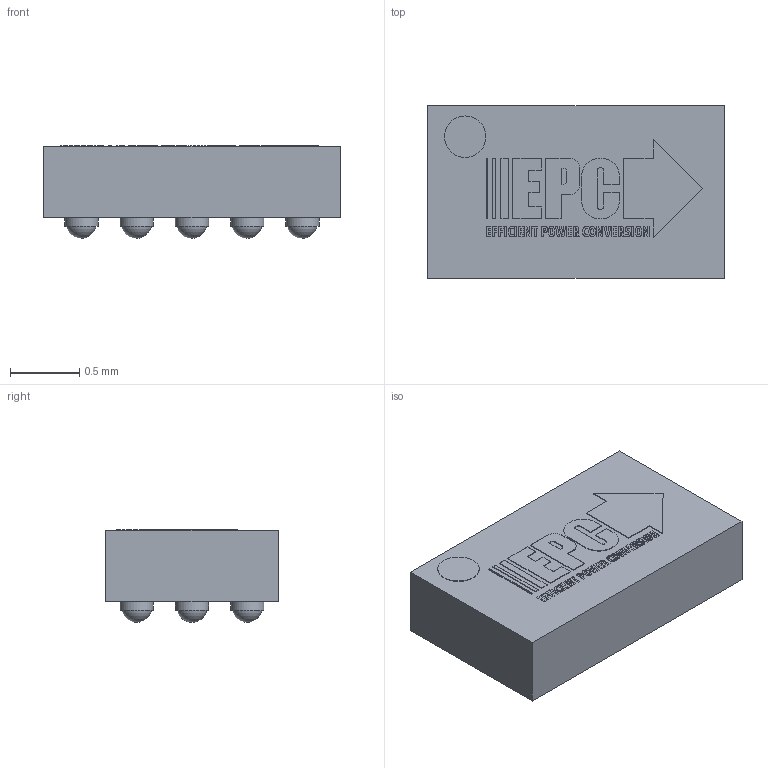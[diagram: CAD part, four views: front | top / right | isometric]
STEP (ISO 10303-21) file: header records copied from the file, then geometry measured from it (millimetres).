
FILE_DESCRIPTION(('FreeCAD Model'),'2;1');
FILE_NAME('Open CASCADE Shape Model','2023-11-27T12:56:49',(''),(''), 'Open CASCADE STEP processor 7.6','FreeCAD','Unknown');
FILE_SCHEMA(('AUTOMOTIVE_DESIGN { 1 0 10303 214 1 1 1 1 }'));
Length unit declared in the file: millimetre
Products named in the file (71): D0265; EPClogo1_5mm; 1.5mm007; 1.5mm; 1.5mm001; 1.5mm002; 1.5mm003; 1.5mm004; 1.5mm005; 1.5mm006; Extrude024; Extrude; Extrude001; Extrude002; Extrude003; Extrude004; Extrude005; Extrude006; Extrude007; Extrude008; Extrude009; Extrude010; Extrude011; Extrude012; Extrude013; Extrude014; Extrude015; Extrude016; Extrude017; Extrude018; Extrude019; Extrude020; Extrude021; Extrude022; Extrude023; 5597901536; Cylinder; 5948076368; Cylinder001; 5948074208 ...
Assembly tree (98 placements, depth 4):
  D0265
    EPClogo1_5mm
      1.5mm007
        1.5mm
        1.5mm001
        1.5mm002
        1.5mm003
        1.5mm004
        1.5mm005
        1.5mm006
      Extrude024
        Extrude
        Extrude001
        Extrude002
        Extrude003
        Extrude004
        Extrude005
        Extrude006
        Extrude007
        Extrude008
        Extrude009
        Extrude010
        Extrude011
        Extrude012
        Extrude013
        Extrude014
        Extrude015
        Extrude016
        Extrude017
        Extrude018
        Extrude019
        Extrude020
        Extrude021
        Extrude022
        Extrude023
    5597901536
      Cylinder
    5948076368
      Cylinder001
    5948074208
      Sphere
    5597900576
      Extruded
    5948074208001
      Sphere
    5948076368001
      Cylinder001
    5948076368002
      Cylinder001
    5948074208002
      Sphere
    5948076368003
      Cylinder001
    5948074208003
      Sphere
    5948076368004
      Cylinder001
    5948074208004
      Sphere
    5948076368005
Bounding box: 2.15 x 1.25 x 0.67 mm (x, y, z)
Volume: 1.5 mm3; surface area: 14.5 mm2
Topology: 63 solids, 63 shells, 553 faces, 1371 edges, 914 vertices
Faces by surface type: plane 266, bspline 152, extrusion 104, cylinder 16, sphere 15
Full cylindrical faces by diameter (mm): 0.24 x15, 0.3 x1
Entity records: 17107 total; most frequent: CARTESIAN_POINT 4543, ORIENTED_EDGE 2568, DIRECTION 1450, EDGE_CURVE 1284, VERTEX_POINT 857, VECTOR 762, B_SPLINE_CURVE_WITH_KNOTS 726, LINE 658
